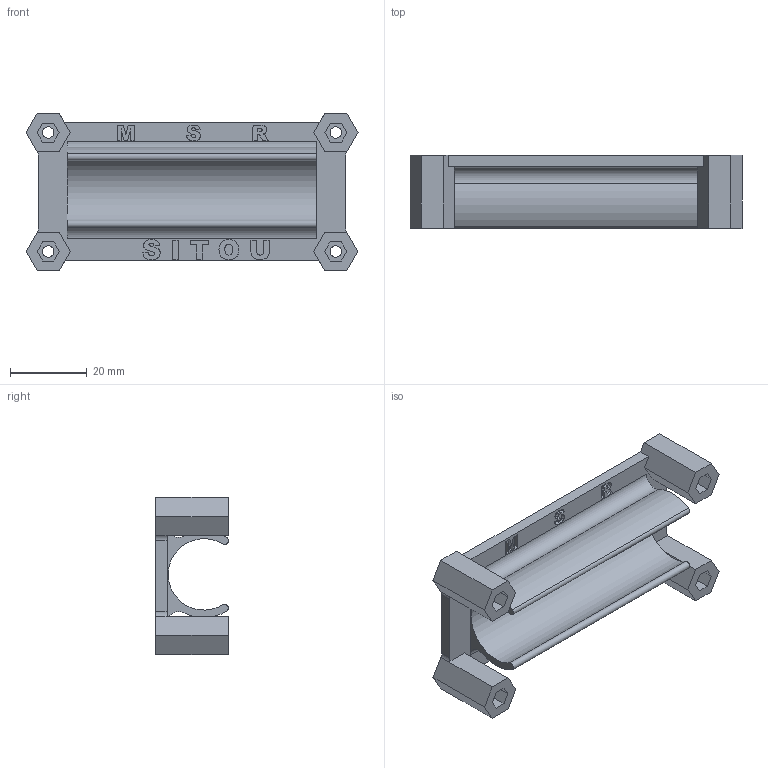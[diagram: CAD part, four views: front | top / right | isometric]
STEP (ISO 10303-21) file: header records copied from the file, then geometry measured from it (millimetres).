
FILE_DESCRIPTION(/* description */ (''),/* implementation_level */ '2;1');
FILE_NAME(/* name */ 'support batterie.step',/* time_stamp */ '2025-12-10T11:21:03Z',/* author */ (''),/* organization */ (''),/* preprocessor_version */ 'ST-DEVELOPER v20.1',/* originating_system */ 'Autodesk Translation Framework v14.17.0.0',/* authorisation */ '');
FILE_SCHEMA (('AUTOMOTIVE_DESIGN { 1 0 10303 214 3 1 1 }'));
Length unit declared in the file: millimetre
Products named in the file (1): FusionComponent
Bounding box: 86.61 x 19 x 41 mm (x, y, z)
Volume: 18560.7 mm3; surface area: 15068.2 mm2
Topology: 1 solids, 1 shells, 794 faces, 2192 edges, 1460 vertices
Faces by surface type: bspline 437, plane 342, cylinder 15
Full cylindrical faces by diameter (mm): 3 x4
Entity records: 29200 total; most frequent: CARTESIAN_POINT 11876, ORIENTED_EDGE 4384, EDGE_CURVE 2192, DIRECTION 2064, VERTEX_POINT 1460, LINE 1288, VECTOR 1288, B_SPLINE_CURVE_WITH_KNOTS 874
